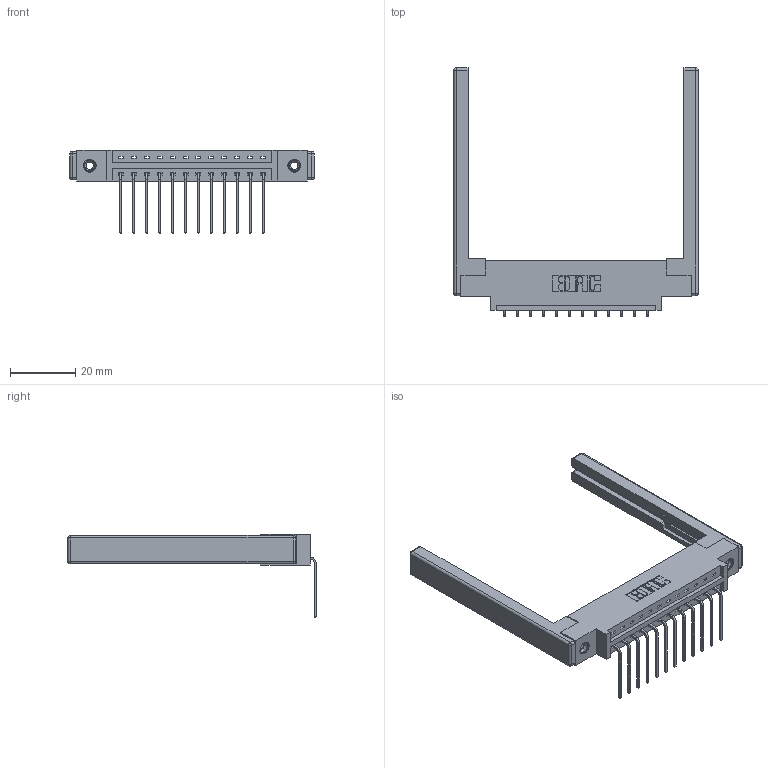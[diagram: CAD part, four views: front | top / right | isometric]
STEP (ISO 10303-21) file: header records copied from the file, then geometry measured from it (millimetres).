
FILE_DESCRIPTION (( 'STEP AP203' ), '1' );
FILE_NAME ('387-012-559-668.STEP', '2019-10-02T13:47:57', ( '' ), ( '' ), 'SwSTEP 2.0', 'SolidWorks 2016', '' );
FILE_SCHEMA (( 'CONFIG_CONTROL_DESIGN' ));
Length unit declared in the file: inch
Products named in the file (5): 345-250-001_345-250-001-102; 307-220-068; 337 Part_0.170 Offset - 0.156 Dia-TI; 387-012-559-668; 345-292-001_558 559 Tail - 1
Assembly tree (17 placements, depth 2):
  387-012-559-668
    337 Part_0.170 Offset - 0.156 Dia-TI
    345-292-001_558 559 Tail - 1  x12
    345-250-001_345-250-001-102  x2
    307-220-068  x2
Bounding box: 74.98 x 76.14 x 25.53 mm (x, y, z)
Volume: 11731.3 mm3; surface area: 11853.1 mm2
Topology: 17 solids, 17 shells, 1040 faces, 3041 edges, 1990 vertices
Faces by surface type: plane 738, cylinder 278, cone 12, sphere 8, torus 4
Entity records: 15776 total; most frequent: CARTESIAN_POINT 2703, ORIENTED_EDGE 2640, DIRECTION 2410, EDGE_CURVE 1320, LINE 1142, VECTOR 1142, VERTEX_POINT 870, AXIS2_PLACEMENT_3D 634
